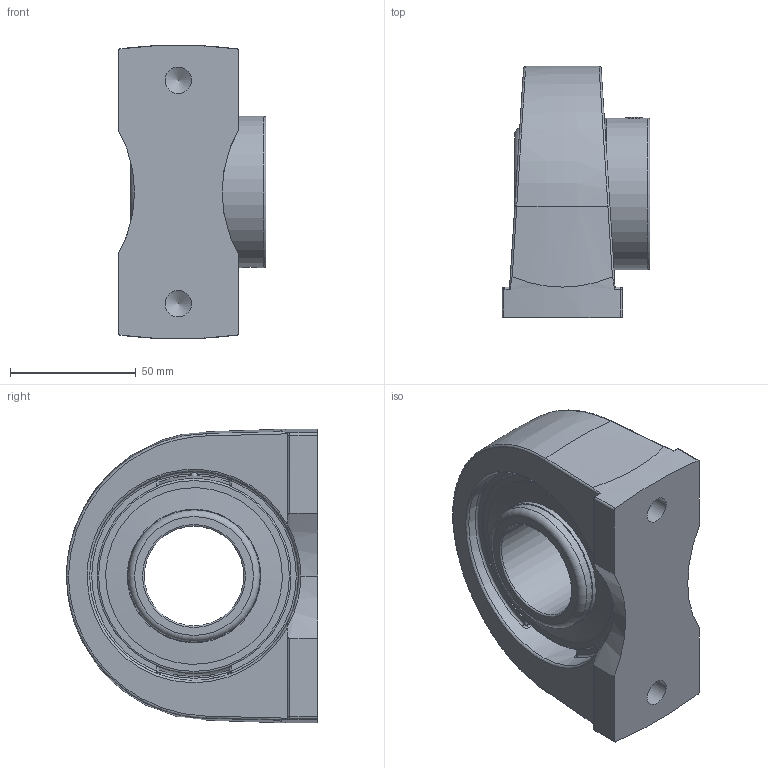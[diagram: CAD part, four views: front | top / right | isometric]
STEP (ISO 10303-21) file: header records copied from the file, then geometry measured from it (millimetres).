
FILE_DESCRIPTION(('HOOPS Exchange Step'),'2;1');
FILE_NAME('export-2671F467-3766-40CF-AC30-F45584BAB48E.stp','2020-05-20T14:19:29-07:00',('dkerr'),('Alibre'),'HOOPS Exchange 2020.0','Alibre','Unknown authorisation');
FILE_SCHEMA( ('AP242_MANAGED_MODEL_BASED_3D_ENGINEERING_MIM_LF {1 0 10303 442 1 1 4 }') );
Length unit declared in the file: inch
Products named in the file (8): MRN SPAM 208 L4L; SNC 208 (Ball Bearing); SNC 208 (Shield); SNC 208 (Setscrew); SNC 208-25 (Collar); SNC 208-25 L4L (1.5625inch) (Race); MRN SNC 208-25 L4L (1.5625inch); MRN SNCSPAM 208-25 L4L (1.5625inch)
Assembly tree (8 placements, depth 3):
  MRN SNCSPAM 208-25 L4L (1.5625inch)
    MRN SPAM 208 L4L
    MRN SNC 208-25 L4L (1.5625inch)
      SNC 208 (Ball Bearing)
      SNC 208 (Shield)  x2
      SNC 208 (Setscrew)
      SNC 208-25 (Collar)
      SNC 208-25 L4L (1.5625inch) (Race)
Bounding box: 58.89 x 100 x 117 mm (x, y, z)
Volume: 278414.3 mm3; surface area: 83359.5 mm2
Topology: 16 solids, 16 shells, 161 faces, 446 edges, 289 vertices
Faces by surface type: cylinder 49, plane 42, torus 22, sphere 20, cone 14, bspline 14
Full cylindrical faces by diameter (mm): 6.782 x3, 10.592 x2, 39.688 x2, 48.768 x2, 52.387 x4, 53.149 x2, 60.3 x1, 67.035 x2, 70.358 x2, 83.195 x2, 88.22 x1
Entity records: 9115 total; most frequent: CARTESIAN_POINT 5062, DIRECTION 839, ORIENTED_EDGE 786, EDGE_CURVE 393, AXIS2_PLACEMENT_3D 367, VERTEX_POINT 275, CIRCLE 198, EDGE_LOOP 172
